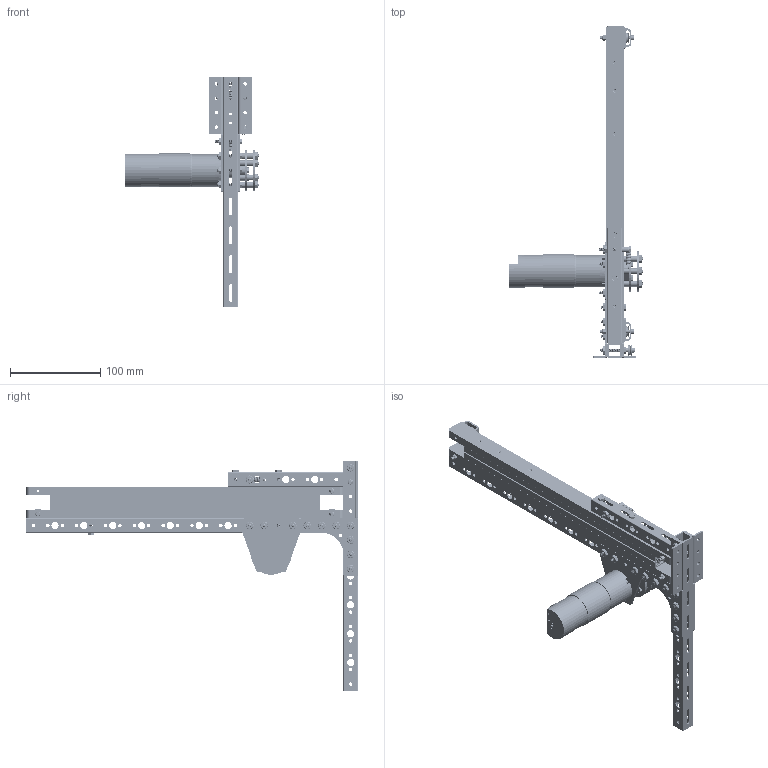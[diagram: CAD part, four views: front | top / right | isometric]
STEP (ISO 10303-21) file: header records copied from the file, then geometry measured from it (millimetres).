
FILE_DESCRIPTION (( 'STEP AP214' ), '1' );
FILE_NAME ('am-4846 Compact Linear Slide (1 Stage).STEP', '2022-09-13T12:12:43', ( '' ), ( '' ), 'SwSTEP 2.0', 'SolidWorks 2022', '' );
FILE_SCHEMA (( 'AUTOMOTIVE_DESIGN' ));
Length unit declared in the file: inch
Products named in the file (43): SAR330_111; am-4376 17T 0.5mod NeveRest Orbital Pinion; am-4635 Small S3 Pulley Plate; am-4839 4x1 Angle Gusset; NeveRest Orbital 2 Stage Gearbox 6mm D; am-1023 M3 x 0.5 Nylock Nut; 7804K117_STAINLESS STEEL BALL BEARING_7804K117; 6-32 x 1000 HHCS_93075A153; 16mm Super Box Tubing concept 352mm; am-4642 Neverest Orbital and 875 Bearing S3 Mount Plate; am-1670 M3 x 4mm Long Brass Insert_94459A130; 6-32 Nylock Jam Nut_90633A007; am-1668 M3 x 0.5 x 5mm FHCS_91263A821; 10-32 x 0.25 Set Screw CP_91375A438; 625x500 Aluminum Spacer am-3720_92510A777; NR Orbital 2 Stage Gearbox; am-4837 SAR330 Aluminum Slide_Retracted; 6-32 x 1250 HHCS_93075A544; SAR330_108; 6-32 x 0375 HHCS_93075A146; am-4311 6mm D Bore Double Boss HD Nub; am-4846 Compact Linear Slide (1 Stage); am-1667 6-32 x 0.281 Long Brass Insert_94459A290; SHCS M3 x 16mm; am-1669 0.141ID 0.25OD 0.266 Long Aluminum Spacer; SAR330_3; am-1473 94639A704 NYLON .1875 OD  .1875 L  4 Screw_94639A704; am-4610b NeveRest Orbital 14 Gearmotor; ip-4838_drilled 352mm Pulley Mount Blank with Side Holes; M3-0.5 x 5mm SHCS_90128A187; 16mm Super Box Tubing conceptB 256mm; Pulley Holder Assy_Add a Stage Pulley Holder; am-4836 3mm ID x 12mm OD x 4mm Thick V Groove Bearing; SHCS M3 x 0.5 x 35_M - 3 x 0.5 x 50 SHCS; ip-4311 6mm D Bore Double Boss HD Nub; am-3104 NeveRest Motor; am-4835 1in x 0.25in x 0.031in Extension Spring_9654K975; 90 Degree Gusset (S3 Tube); Double Spool Assembly_Nub Screws In; 16mm Super Box Tubing conceptB 128mm ...
Assembly tree (131 placements, depth 4):
  am-4846 Compact Linear Slide (1 Stage)
    16mm Super Box Tubing conceptB 256mm
    am-4839 4x1 Angle Gusset  x2
    Pulley Holder Assy_Add a Stage Pulley Holder
      ip-4838_drilled 352mm Pulley Mount Blank with Side Holes
      am-4836 3mm ID x 12mm OD x 4mm Thick V Groove Bearing  x2
      SHCS M3 x 0.5 x 35_M - 3 x 0.5 x 50 SHCS  x2
      am-1023 M3 x 0.5 Nylock Nut  x2
      am-1667 6-32 x 0.281 Long Brass Insert_94459A290  x4
      am-1670 M3 x 4mm Long Brass Insert_94459A130  x4
    am-4837 SAR330 Aluminum Slide_Retracted
      SAR330_3
      SAR330_108  x2
      SAR330_111
    16mm Super Box Tubing concept 352mm
    90 Degree Gusset (S3 Tube)  x2
    Pulley Holder Assy_Output
      ip-4838_drilled 352mm Pulley Mount Blank with Side Holes
      am-1667 6-32 x 0.281 Long Brass Insert_94459A290  x4
      am-1670 M3 x 4mm Long Brass Insert_94459A130  x4
    SHCS M3 x 0.5 x 35_M - 3 x 0.5 x 50 SHCS  x2
    am-1023 M3 x 0.5 Nylock Nut  x2
    am-4642 Neverest Orbital and 875 Bearing S3 Mount Plate
    am-4610b NeveRest Orbital 14 Gearmotor
      NR Orbital 2 Stage Gearbox
        NeveRest Orbital 2 Stage Gearbox 6mm D
        SHCS M3 x 16mm  x4
        7804K117_STAINLESS STEEL BALL BEARING_7804K117
        97633A150_BLACK-FINISH STEEL EXTERNAL RETAINING RING_97633A150_grv
        Shim
      am-3104 NeveRest Motor
      am-4376 17T 0.5mod NeveRest Orbital Pinion
    625x500 Aluminum Spacer am-3720_92510A777
    M3-0.5 x 5mm SHCS_90128A187  x4
    Double Spool Assembly_Nub Screws In
      am-4635 Small S3 Pulley Plate  x3
      am-4311 6mm D Bore Double Boss HD Nub
        ip-4311 6mm D Bore Double Boss HD Nub
        10-32 x 0.25 Set Screw CP_91375A438
      6-32 x 1000 HHCS_93075A153  x6
      6-32 Nylock Jam Nut_90633A007  x6
      am-1669 0.141ID 0.25OD 0.266 Long Aluminum Spacer  x12
      6-32 x 0375 HHCS_93075A146  x4
    16mm Super Box Tubing conceptB 128mm
    6-32 Nylock Jam Nut_90633A007  x12
    6-32 x 1250 HHCS_93075A544
    am-4835 1in x 0.25in x 0.031in Extension Spring_9654K975
    am-1669 0.141ID 0.25OD 0.266 Long Aluminum Spacer
    am-4836 3mm ID x 12mm OD x 4mm Thick V Groove Bearing
    am-1473 94639A704 NYLON .1875 OD  .1875 L  4 Screw_94639A704
    6-32 x 1000 HHCS_93075A153  x15
    am-1668 M3 x 0.5 x 5mm FHCS_91263A821  x4
Bounding box: 149.37 x 368 x 256 mm (x, y, z)
Volume: 418424.2 mm3; surface area: 277860.9 mm2
Topology: 218 solids, 218 shells, 10141 faces, 27443 edges, 17734 vertices
Faces by surface type: cylinder 4596, cone 2898, plane 1310, bspline 1161, torus 150, sphere 26
Entity records: 140116 total; most frequent: CARTESIAN_POINT 67553, ORIENTED_EDGE 14104, DIRECTION 12761, EDGE_CURVE 7052, AXIS2_PLACEMENT_3D 5073, VERTEX_POINT 4636, EDGE_LOOP 3234, FACE_OUTER_BOUND 2617
